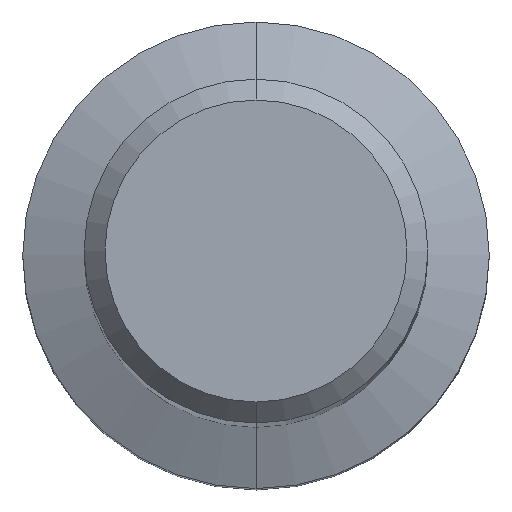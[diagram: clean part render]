
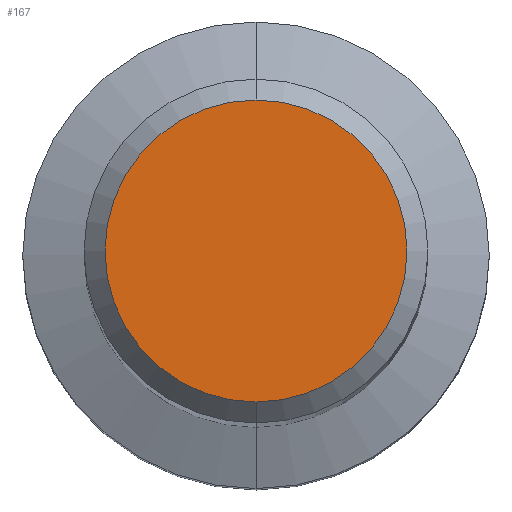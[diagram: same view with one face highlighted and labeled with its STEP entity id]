
A CAD part, top view. The second image highlights one B-rep face of the part: STEP entity #167.
In plain terms, the highlighted planar face has unit normal (0, 0, 1).
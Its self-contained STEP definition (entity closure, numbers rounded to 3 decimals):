
#159=EDGE_CURVE('',#299,#253,#361,.T.);
#167=ADVANCED_FACE('',(#371),#372,.T.);
#253=VERTEX_POINT('',#469);
#299=VERTEX_POINT('',#522);
#301=EDGE_CURVE('',#253,#299,#524,.T.);
#361=CIRCLE('',#594,3.6);
#371=FACE_OUTER_BOUND('',#605,.T.);
#372=PLANE('',#606);
#469=CARTESIAN_POINT('',(0.,-3.6,0.0));
#522=CARTESIAN_POINT('',(0.0,3.6,0.0));
#524=CIRCLE('',#797,3.6);
#594=AXIS2_PLACEMENT_3D('',#831,#832,#833);
#605=EDGE_LOOP('',(#846,#847));
#606=AXIS2_PLACEMENT_3D('',#848,#849,#850);
#797=AXIS2_PLACEMENT_3D('',#1060,#1061,#1062);
#831=CARTESIAN_POINT('',(0.0,0.0,0.0));
#832=DIRECTION('',(0.0,0.0,-1.0));
#833=DIRECTION('',(0.0,1.0,0.0));
#846=ORIENTED_EDGE('',*,*,#159,.F.);
#847=ORIENTED_EDGE('',*,*,#301,.F.);
#848=CARTESIAN_POINT('',(0.0,1.8,0.0));
#849=DIRECTION('',(-0.0,0.0,1.0));
#850=DIRECTION('',(0.0,-1.0,0.0));
#1060=CARTESIAN_POINT('',(0.0,0.0,0.0));
#1061=DIRECTION('',(0.0,0.0,-1.0));
#1062=DIRECTION('',(0.0,1.0,0.0));
